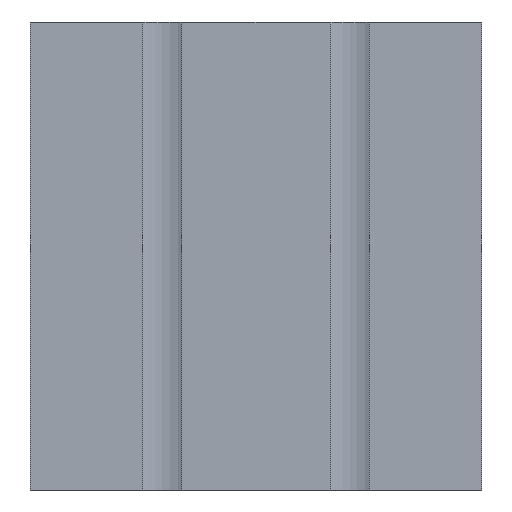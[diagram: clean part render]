
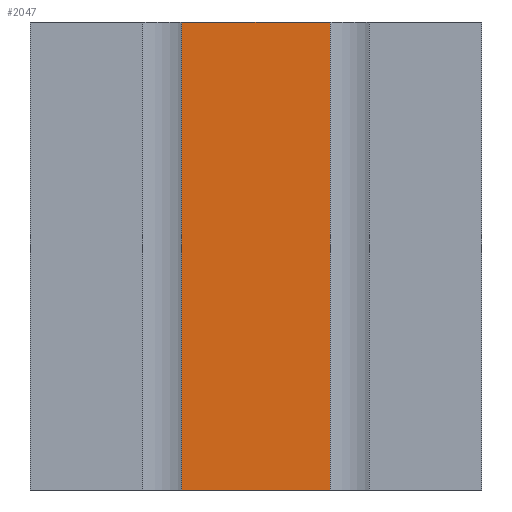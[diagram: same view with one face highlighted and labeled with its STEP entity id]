
A CAD part, front view. The second image highlights one B-rep face of the part: STEP entity #2047.
In plain terms, the highlighted planar face has unit normal (0, -1, 0).
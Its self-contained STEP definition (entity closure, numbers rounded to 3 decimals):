
#1991=CARTESIAN_POINT('',(67.24,24.543,100.0));
#1992=VERTEX_POINT('',#1991);
#1999=CARTESIAN_POINT('',(67.24,24.543,0.0));
#2000=VERTEX_POINT('',#1999);
#2001=CARTESIAN_POINT('',(67.24,24.543,0.0));
#2002=DIRECTION('',(0.0,0.0,1.0));
#2003=VECTOR('',#2002,100.0);
#2004=LINE('',#2001,#2003);
#2005=EDGE_CURVE('',#2000,#1992,#2004,.T.);
#2017=CARTESIAN_POINT('',(67.24,24.543,0.0));
#2018=DIRECTION('',(0.0,-1.0,0.0));
#2019=DIRECTION('',(0.0,0.0,-1.0));
#2020=AXIS2_PLACEMENT_3D('',#2017,#2018,#2019);
#2021=PLANE('',#2020);
#2022=CARTESIAN_POINT('',(35.54,24.543,100.0));
#2023=VERTEX_POINT('',#2022);
#2024=CARTESIAN_POINT('',(67.24,24.543,100.0));
#2025=DIRECTION('',(-1.0,0.0,0.0));
#2026=VECTOR('',#2025,31.7);
#2027=LINE('',#2024,#2026);
#2028=EDGE_CURVE('',#1992,#2023,#2027,.T.);
#2029=ORIENTED_EDGE('',*,*,#2028,.T.);
#2030=CARTESIAN_POINT('',(35.54,24.543,0.0));
#2031=VERTEX_POINT('',#2030);
#2032=CARTESIAN_POINT('',(35.54,24.543,0.0));
#2033=DIRECTION('',(0.0,0.0,1.0));
#2034=VECTOR('',#2033,100.0);
#2035=LINE('',#2032,#2034);
#2036=EDGE_CURVE('',#2031,#2023,#2035,.T.);
#2037=ORIENTED_EDGE('',*,*,#2036,.F.);
#2038=CARTESIAN_POINT('',(67.24,24.543,0.0));
#2039=DIRECTION('',(-1.0,0.0,0.0));
#2040=VECTOR('',#2039,31.7);
#2041=LINE('',#2038,#2040);
#2042=EDGE_CURVE('',#2000,#2031,#2041,.T.);
#2043=ORIENTED_EDGE('',*,*,#2042,.F.);
#2044=ORIENTED_EDGE('',*,*,#2005,.T.);
#2045=EDGE_LOOP('',(#2029,#2037,#2043,#2044));
#2046=FACE_OUTER_BOUND('',#2045,.T.);
#2047=ADVANCED_FACE('',(#2046),#2021,.T.);
